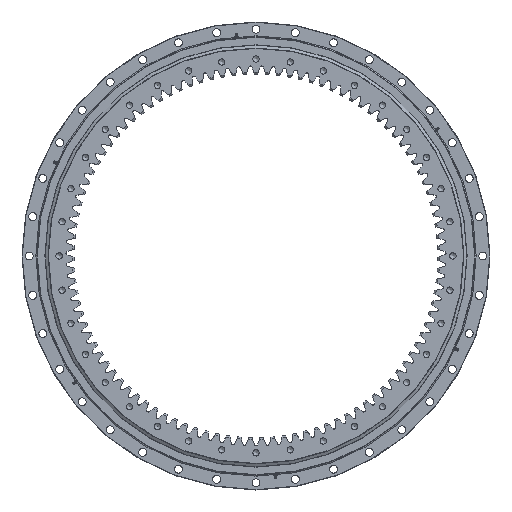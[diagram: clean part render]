
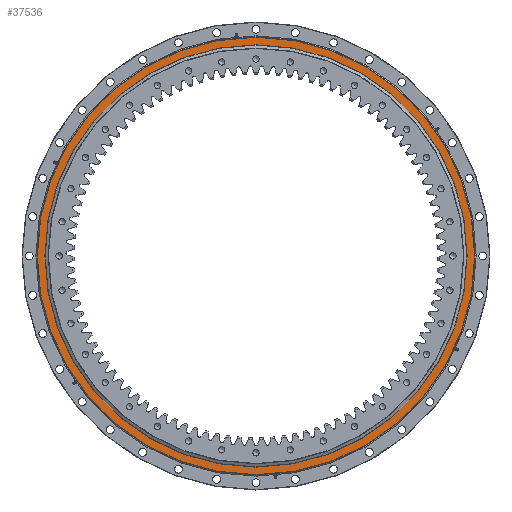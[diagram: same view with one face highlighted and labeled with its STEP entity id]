
A CAD part, top view. The second image highlights one B-rep face of the part: STEP entity #37536.
In plain terms, the highlighted face is planar.
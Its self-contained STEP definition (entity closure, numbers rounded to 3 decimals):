
#166 = ORIENTED_EDGE ( 'NONE', *, *, #37944, .T. ) ;
#479 = FACE_BOUND ( 'NONE', #12455, .T. ) ;
#875 = DIRECTION ( 'NONE',  ( 0., 0., 1. ) ) ;
#1252 = CIRCLE ( 'NONE', #39731, 607.5 ) ;
#3476 = CARTESIAN_POINT ( 'NONE',  ( 0., 0., -26. ) ) ;
#3838 = AXIS2_PLACEMENT_3D ( 'NONE', #3476, #12921, #22380 ) ;
#4550 = EDGE_CURVE ( 'NONE', #6142, #6142, #1252, .T. ) ;
#6142 = VERTEX_POINT ( 'NONE', #38470 ) ;
#7713 = FACE_OUTER_BOUND ( 'NONE', #12224, .T. ) ;
#8776 = AXIS2_PLACEMENT_3D ( 'NONE', #34357, #875, #24901 ) ;
#8798 = DIRECTION ( 'NONE',  ( 0., 0., -1. ) ) ;
#9416 = CIRCLE ( 'NONE', #3838, 580. ) ;
#11884 = DIRECTION ( 'NONE',  ( 1., 0., 0. ) ) ;
#12224 = EDGE_LOOP ( 'NONE', ( #22993 ) ) ;
#12455 = EDGE_LOOP ( 'NONE', ( #166 ) ) ;
#12733 = PLANE ( 'NONE',  #8776 ) ;
#12921 = DIRECTION ( 'NONE',  ( 0., 0., 1. ) ) ;
#18769 = CARTESIAN_POINT ( 'NONE',  ( 580., 0., -26. ) ) ;
#22380 = DIRECTION ( 'NONE',  ( 1., 0., 0. ) ) ;
#22993 = ORIENTED_EDGE ( 'NONE', *, *, #4550, .T. ) ;
#24901 = DIRECTION ( 'NONE',  ( 1., 0., 0. ) ) ;
#26851 = VERTEX_POINT ( 'NONE', #18769 ) ;
#30226 = CARTESIAN_POINT ( 'NONE',  ( 0., 0., -26. ) ) ;
#34357 = CARTESIAN_POINT ( 'NONE',  ( -608.5, 0., -26. ) ) ;
#37536 = ADVANCED_FACE ( 'NONE', ( #479, #7713 ), #12733, .F. ) ;
#37944 = EDGE_CURVE ( 'NONE', #26851, #26851, #9416, .T. ) ;
#38470 = CARTESIAN_POINT ( 'NONE',  ( 607.5, 0., -26. ) ) ;
#39731 = AXIS2_PLACEMENT_3D ( 'NONE', #30226, #8798, #11884 ) ;
